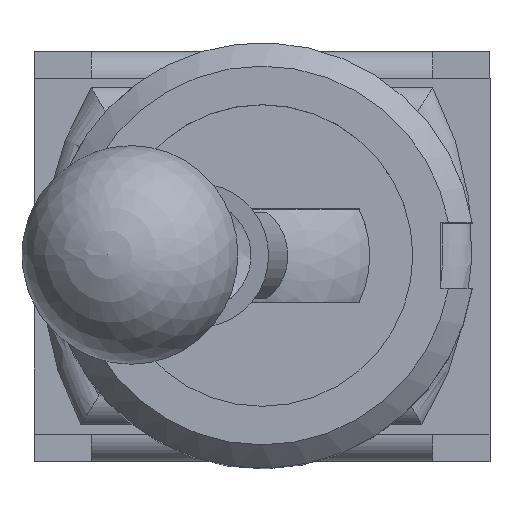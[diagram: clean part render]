
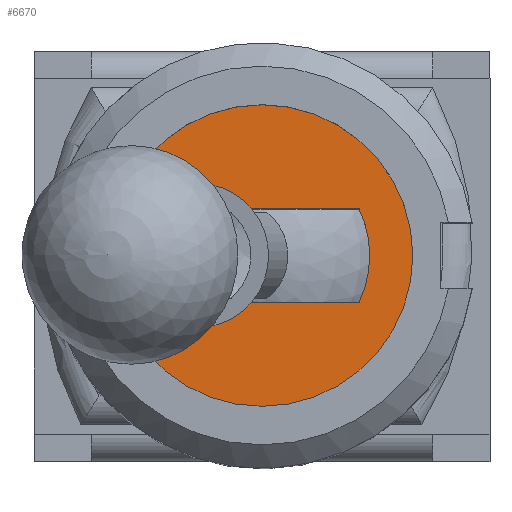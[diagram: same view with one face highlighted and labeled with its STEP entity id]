
A CAD part, top view. The second image highlights one B-rep face of the part: STEP entity #6670.
In plain terms, the highlighted planar face has unit normal (0, 0, 1).
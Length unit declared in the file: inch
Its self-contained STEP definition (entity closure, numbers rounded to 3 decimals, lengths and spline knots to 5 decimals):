
#160=CIRCLE('',#7209,0.11811);
#162=CIRCLE('',#7212,0.11811);
#163=CIRCLE('',#7214,0.16535);
#344=FACE_BOUND('',#988,.T.);
#597=FACE_OUTER_BOUND('',#987,.T.);
#987=EDGE_LOOP('',(#5429));
#988=EDGE_LOOP('',(#5430,#5431,#5432,#5433));
#1621=LINE('',#10596,#2384);
#1626=LINE('',#10609,#2389);
#2384=VECTOR('',#8652,0.3937);
#2389=VECTOR('',#8661,0.3937);
#3063=VERTEX_POINT('',#10593);
#3064=VERTEX_POINT('',#10595);
#3069=VERTEX_POINT('',#10606);
#3070=VERTEX_POINT('',#10608);
#3072=VERTEX_POINT('',#10620);
#3890=EDGE_CURVE('',#3064,#3063,#1621,.T.);
#3896=EDGE_CURVE('',#3070,#3069,#1626,.T.);
#3900=EDGE_CURVE('',#3063,#3070,#160,.T.);
#3902=EDGE_CURVE('',#3069,#3064,#162,.T.);
#3903=EDGE_CURVE('',#3072,#3072,#163,.T.);
#5429=ORIENTED_EDGE('',*,*,#3903,.F.);
#5430=ORIENTED_EDGE('',*,*,#3900,.T.);
#5431=ORIENTED_EDGE('',*,*,#3896,.T.);
#5432=ORIENTED_EDGE('',*,*,#3902,.T.);
#5433=ORIENTED_EDGE('',*,*,#3890,.T.);
#6317=PLANE('',#7213);
#6670=ADVANCED_FACE('',(#597,#344),#6317,.F.);
#7209=AXIS2_PLACEMENT_3D('',#10615,#8668,#8669);
#7212=AXIS2_PLACEMENT_3D('',#10618,#8674,#8675);
#7213=AXIS2_PLACEMENT_3D('',#10619,#8676,#8677);
#7214=AXIS2_PLACEMENT_3D('',#10621,#8678,#8679);
#8652=DIRECTION('',(1.,0.,0.));
#8661=DIRECTION('',(-1.,0.,0.));
#8668=DIRECTION('center_axis',(0.,0.,
-1.));
#8669=DIRECTION('ref_axis',(0.901,-0.433,0.));
#8674=DIRECTION('center_axis',(0.,0.,
-1.));
#8675=DIRECTION('ref_axis',(-0.901,0.433,0.));
#8676=DIRECTION('center_axis',(0.,0.,
-1.));
#8677=DIRECTION('ref_axis',(1.,0.,0.));
#8678=DIRECTION('center_axis',(0.,0.,
-1.));
#8679=DIRECTION('ref_axis',(1.,0.,0.));
#10593=CARTESIAN_POINT('',(0.10644,0.05118,0.76299));
#10595=CARTESIAN_POINT('',(-0.10644,0.05118,0.76299));
#10596=CARTESIAN_POINT('',(0.05322,0.05118,0.76299));
#10606=CARTESIAN_POINT('',(-0.10644,-0.05118,0.76299));
#10608=CARTESIAN_POINT('',(0.10644,-0.05118,0.76299));
#10609=CARTESIAN_POINT('',(-0.05322,-0.05118,0.76299));
#10615=CARTESIAN_POINT('Origin',(0.,0.,
0.76299));
#10618=CARTESIAN_POINT('Origin',(0.,0.,
0.76299));
#10619=CARTESIAN_POINT('Origin',(0.,0.,
0.76299));
#10620=CARTESIAN_POINT('',(-0.16535,0.,0.76299));
#10621=CARTESIAN_POINT('Origin',(0.,0.,
0.76299));
